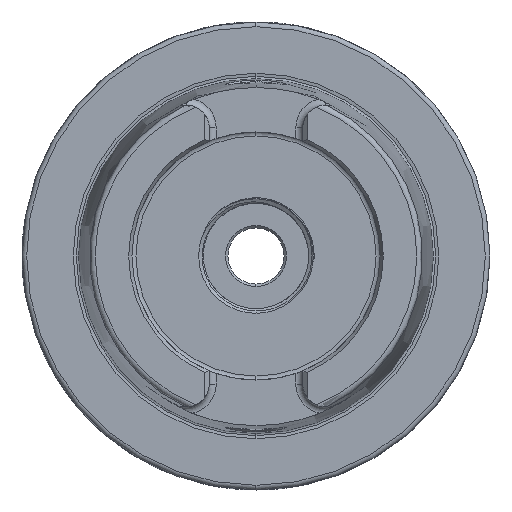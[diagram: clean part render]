
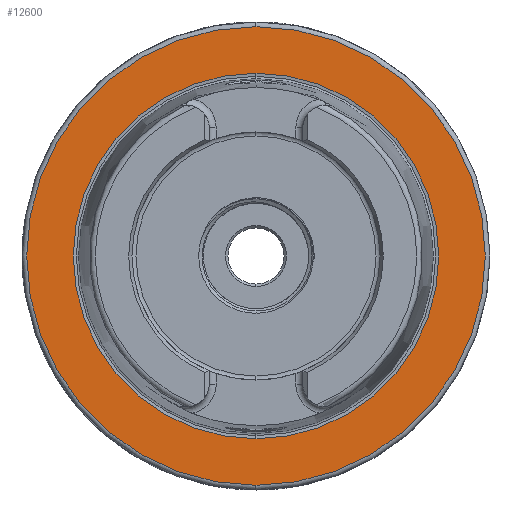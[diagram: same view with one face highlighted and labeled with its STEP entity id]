
A CAD part, left-side view. The second image highlights one B-rep face of the part: STEP entity #12600.
In plain terms, the highlighted planar face has unit normal (-1, 0, 0).
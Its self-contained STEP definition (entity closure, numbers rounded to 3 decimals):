
#4309 = DIRECTION ( 'NONE',  ( 0., 0., 1. ) ) ;
#4311 = DIRECTION ( 'NONE',  ( -1., 0., 0. ) ) ;
#4336 = CARTESIAN_POINT ( 'NONE',  ( 0., 0., 0. ) ) ;
#4477 = CARTESIAN_POINT ( 'NONE',  ( 0., 0., 0. ) ) ;
#4483 = DIRECTION ( 'NONE',  ( 0., 0., -1. ) ) ;
#4498 = DIRECTION ( 'NONE',  ( 1., 0., 0. ) ) ;
#5008 = CARTESIAN_POINT ( 'NONE',  ( 0., 0., 0. ) ) ;
#5016 = DIRECTION ( 'NONE',  ( -1., 0., 0. ) ) ;
#5029 = DIRECTION ( 'NONE',  ( 0., 0., 1. ) ) ;
#5576 = VERTEX_POINT ( 'NONE', #16990 ) ;
#5696 = VERTEX_POINT ( 'NONE', #17263 ) ;
#5769 = VERTEX_POINT ( 'NONE', #17491 ) ;
#5839 = VERTEX_POINT ( 'NONE', #17502 ) ;
#8633 = CARTESIAN_POINT ( 'NONE',  ( 0., 39.054, 0. ) ) ;
#8636 = DIRECTION ( 'NONE',  ( 0., 0., 1. ) ) ;
#8643 = PLANE ( 'NONE',  #26104 ) ;
#8645 = DIRECTION ( 'NONE',  ( -1., 0., 0. ) ) ;
#10892 = EDGE_LOOP ( 'NONE', ( #21750, #21606 ) ) ;
#10909 = EDGE_LOOP ( 'NONE', ( #21670, #21756 ) ) ;
#12600 = ADVANCED_FACE ( 'NONE', ( #18450, #18446 ), #8643, .T. ) ;
#15328 = CARTESIAN_POINT ( 'NONE',  ( 0., 0., 0. ) ) ;
#15330 = DIRECTION ( 'NONE',  ( 1., 0., 0. ) ) ;
#15392 = DIRECTION ( 'NONE',  ( 0., 0., -1. ) ) ;
#16990 = CARTESIAN_POINT ( 'NONE',  ( 0., 0., -39.054 ) ) ;
#17263 = CARTESIAN_POINT ( 'NONE',  ( 0., 0., -49. ) ) ;
#17491 = CARTESIAN_POINT ( 'NONE',  ( 0., 0., 49. ) ) ;
#17502 = CARTESIAN_POINT ( 'NONE',  ( 0., 0., 39.054 ) ) ;
#18015 = CIRCLE ( 'NONE', #25677, 49. ) ;
#18043 = CIRCLE ( 'NONE', #25718, 49. ) ;
#18060 = CIRCLE ( 'NONE', #25692, 39.054 ) ;
#18446 = FACE_BOUND ( 'NONE', #10892, .T. ) ;
#18450 = FACE_OUTER_BOUND ( 'NONE', #10909, .T. ) ;
#18697 = CIRCLE ( 'NONE', #26178, 39.054 ) ;
#19244 = EDGE_CURVE ( 'NONE', #5839, #5576, #18697, .T. ) ;
#19629 = EDGE_CURVE ( 'NONE', #5769, #5696, #18015, .T. ) ;
#19738 = EDGE_CURVE ( 'NONE', #5576, #5839, #18060, .T. ) ;
#19765 = EDGE_CURVE ( 'NONE', #5696, #5769, #18043, .T. ) ;
#21606 = ORIENTED_EDGE ( 'NONE', *, *, #19738, .T. ) ;
#21670 = ORIENTED_EDGE ( 'NONE', *, *, #19629, .T. ) ;
#21750 = ORIENTED_EDGE ( 'NONE', *, *, #19244, .T. ) ;
#21756 = ORIENTED_EDGE ( 'NONE', *, *, #19765, .T. ) ;
#25677 = AXIS2_PLACEMENT_3D ( 'NONE', #5008, #5016, #5029 ) ;
#25692 = AXIS2_PLACEMENT_3D ( 'NONE', #4477, #4498, #4483 ) ;
#25718 = AXIS2_PLACEMENT_3D ( 'NONE', #4336, #4311, #4309 ) ;
#26104 = AXIS2_PLACEMENT_3D ( 'NONE', #8633, #8645, #8636 ) ;
#26178 = AXIS2_PLACEMENT_3D ( 'NONE', #15328, #15330, #15392 ) ;
